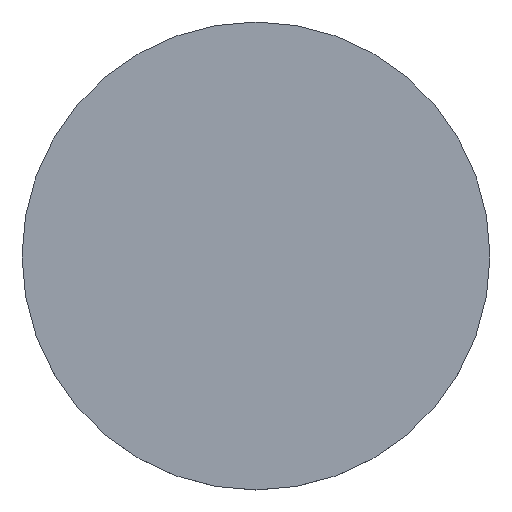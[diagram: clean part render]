
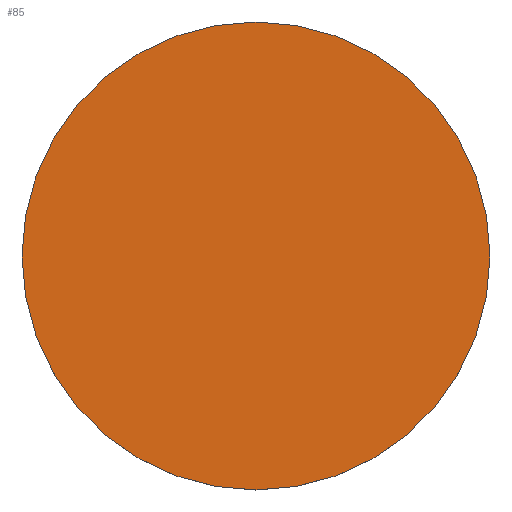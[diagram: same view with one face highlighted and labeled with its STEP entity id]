
A CAD part, top view. The second image highlights one B-rep face of the part: STEP entity #85.
In plain terms, the highlighted planar face has unit normal (0, 0, 1).
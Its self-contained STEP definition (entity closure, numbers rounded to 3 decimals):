
#2 = ORIENTED_EDGE ( 'NONE', *, *, #129, .T. ) ;
#3 = CARTESIAN_POINT ( 'NONE',  ( 10., 0., 1. ) ) ;
#6 = CARTESIAN_POINT ( 'NONE',  ( 0., 0., 1. ) ) ;
#11 = PLANE ( 'NONE',  #15 ) ;
#15 = AXIS2_PLACEMENT_3D ( 'NONE', #111, #90, #160 ) ;
#26 = VERTEX_POINT ( 'NONE', #3 ) ;
#39 = AXIS2_PLACEMENT_3D ( 'NONE', #48, #147, #92 ) ;
#42 = CIRCLE ( 'NONE', #165, 10. ) ;
#48 = CARTESIAN_POINT ( 'NONE',  ( 0., 0., 1. ) ) ;
#49 = VERTEX_POINT ( 'NONE', #84 ) ;
#76 = EDGE_LOOP ( 'NONE', ( #2, #174 ) ) ;
#80 = FACE_OUTER_BOUND ( 'NONE', #76, .T. ) ;
#84 = CARTESIAN_POINT ( 'NONE',  ( -10., 0., 1. ) ) ;
#85 = ADVANCED_FACE ( 'NONE', ( #80 ), #11, .T. ) ;
#90 = DIRECTION ( 'NONE',  ( 0., 0., 1. ) ) ;
#91 = DIRECTION ( 'NONE',  ( 0., 0., 1. ) ) ;
#92 = DIRECTION ( 'NONE',  ( 1., 0., 0. ) ) ;
#94 = CIRCLE ( 'NONE', #39, 10. ) ;
#101 = DIRECTION ( 'NONE',  ( 1., 0., 0. ) ) ;
#111 = CARTESIAN_POINT ( 'NONE',  ( 0., 0., 1. ) ) ;
#129 = EDGE_CURVE ( 'NONE', #49, #26, #42, .T. ) ;
#147 = DIRECTION ( 'NONE',  ( 0., 0., 1. ) ) ;
#160 = DIRECTION ( 'NONE',  ( 1., 0., 0. ) ) ;
#162 = EDGE_CURVE ( 'NONE', #26, #49, #94, .T. ) ;
#165 = AXIS2_PLACEMENT_3D ( 'NONE', #6, #91, #101 ) ;
#174 = ORIENTED_EDGE ( 'NONE', *, *, #162, .T. ) ;
